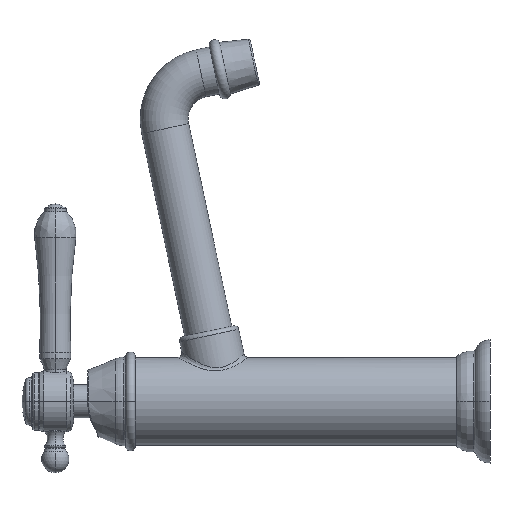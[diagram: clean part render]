
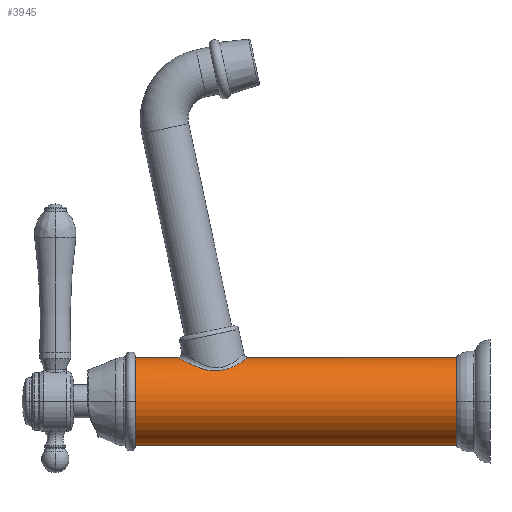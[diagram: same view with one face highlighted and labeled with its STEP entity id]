
A CAD part, left-side view. The second image highlights one B-rep face of the part: STEP entity #3945.
In plain terms, the highlighted cylindrical face has radius 20.32 mm (diameter 40.64 mm), a partial arc.
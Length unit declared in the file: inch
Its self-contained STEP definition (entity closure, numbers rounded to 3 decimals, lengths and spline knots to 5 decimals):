
#77=CARTESIAN_POINT('',(0.,0.61,0.));
#78=DIRECTION('',(0.,1.,0.));
#79=DIRECTION('',(0.,0.,-1.));
#80=AXIS2_PLACEMENT_3D('',#77,#78,#79);
#1371=CARTESIAN_POINT('',(0.,6.4655,0.));
#1372=DIRECTION('',(0.,1.,0.));
#1373=DIRECTION('',(0.,0.,-1.));
#1374=AXIS2_PLACEMENT_3D('',#1371,#1372,#1373);
#1376=DIRECTION('',(0.,-1.,0.));
#1377=VECTOR('',#1376,0.77142);
#1378=CARTESIAN_POINT('',(0.,6.4655,0.8));
#1379=LINE('',#1378,#1377);
#1380=CARTESIAN_POINT('',(0.,5.69408,0.8));
#1381=CARTESIAN_POINT('',(-0.01113,5.69408,
0.8));
#1382=CARTESIAN_POINT('',(-0.03356,5.69323,
0.79954));
#1383=CARTESIAN_POINT('',(-0.06764,5.68935,
0.79738));
#1384=CARTESIAN_POINT('',(-0.10218,5.68269,
0.79371));
#1385=CARTESIAN_POINT('',(-0.13713,5.67308,
0.78843));
#1386=CARTESIAN_POINT('',(-0.17243,5.66034,
0.78148));
#1387=CARTESIAN_POINT('',(-0.20798,5.64426,
0.77279));
#1388=CARTESIAN_POINT('',(-0.24393,5.62448,
0.76222));
#1389=CARTESIAN_POINT('',(-0.2802,5.60062,
0.74966));
#1390=CARTESIAN_POINT('',(-0.31654,5.57233,
0.73506));
#1391=CARTESIAN_POINT('',(-0.35267,5.53927,
0.71844));
#1392=CARTESIAN_POINT('',(-0.38814,5.50122,
0.69992));
#1393=CARTESIAN_POINT('',(-0.42229,5.45816,
0.67984));
#1394=CARTESIAN_POINT('',(-0.45432,5.41052,
0.65883));
#1395=CARTESIAN_POINT('',(-0.48326,5.35929,
0.63785));
#1396=CARTESIAN_POINT('',(-0.50827,5.30603,
0.61802));
#1397=CARTESIAN_POINT('',(-0.52883,5.25256,
0.60045));
#1398=CARTESIAN_POINT('',(-0.54491,5.20036,
0.58583));
#1399=CARTESIAN_POINT('',(-0.55686,5.15035,
0.57443));
#1400=CARTESIAN_POINT('',(-0.56519,5.10273,
0.56621));
#1401=CARTESIAN_POINT('',(-0.57039,5.05745,
0.56094));
#1402=CARTESIAN_POINT('',(-0.57283,5.0141,
0.55845));
#1403=CARTESIAN_POINT('',(-0.57282,4.97234,
0.55846));
#1404=CARTESIAN_POINT('',(-0.57041,4.93169,
0.56093));
#1405=CARTESIAN_POINT('',(-0.56568,4.89173,
0.56571));
#1406=CARTESIAN_POINT('',(-0.5585,4.85211,
0.57282));
#1407=CARTESIAN_POINT('',(-0.54863,4.81256,
0.58231));
#1408=CARTESIAN_POINT('',(-0.53584,4.77294,
0.59413));
#1409=CARTESIAN_POINT('',(-0.51977,4.73329,
0.60829));
#1410=CARTESIAN_POINT('',(-0.50022,4.69402,
0.62453));
#1411=CARTESIAN_POINT('',(-0.47702,4.6555,
0.64248));
#1412=CARTESIAN_POINT('',(-0.45026,4.61848,
0.66156));
#1413=CARTESIAN_POINT('',(-0.42031,4.58365,
0.68102));
#1414=CARTESIAN_POINT('',(-0.3876,4.55155,
0.70019));
#1415=CARTESIAN_POINT('',(-0.35265,4.52259,
0.71845));
#1416=CARTESIAN_POINT('',(-0.31607,4.49698,
0.73529));
#1417=CARTESIAN_POINT('',(-0.27822,4.47472,
0.75043));
#1418=CARTESIAN_POINT('',(-0.23951,4.4558,
0.76367));
#1419=CARTESIAN_POINT('',(-0.20019,4.44007,
0.77491));
#1420=CARTESIAN_POINT('',(-0.16047,4.42742,
0.78409));
#1421=CARTESIAN_POINT('',(-0.12048,4.41773,
0.79122));
#1422=CARTESIAN_POINT('',(-0.0803,4.41088,
0.7963));
#1423=CARTESIAN_POINT('',(-0.04008,4.40682,
0.79933));
#1424=CARTESIAN_POINT('',(-0.01334,4.40593,
0.8));
#1425=CARTESIAN_POINT('',(0.,4.40593,0.8));
#1427=DIRECTION('',(0.,-1.,0.));
#1428=VECTOR('',#1427,3.79593);
#1429=CARTESIAN_POINT('',(0.,4.40593,0.8));
#1430=LINE('',#1429,#1428);
#1431=DIRECTION('',(0.,-1.,0.));
#1432=VECTOR('',#1431,5.8555);
#1433=CARTESIAN_POINT('',(0.,6.4655,-0.8));
#1434=LINE('',#1433,#1432);
#1727=VERTEX_POINT('',#1380);
#1728=VERTEX_POINT('',#1425);
#1739=CARTESIAN_POINT('',(0.,0.61,0.8));
#1740=CARTESIAN_POINT('',(0.,0.61,-0.8));
#1741=VERTEX_POINT('',#1739);
#1742=VERTEX_POINT('',#1740);
#1825=CARTESIAN_POINT('',(0.,6.4655,0.8));
#1826=CARTESIAN_POINT('',(0.,6.4655,-0.8));
#1827=VERTEX_POINT('',#1825);
#1828=VERTEX_POINT('',#1826);
#3931=CARTESIAN_POINT('',(0.,0.302,0.));
#3932=DIRECTION('',(0.,1.,0.));
#3933=DIRECTION('',(0.,0.,-1.));
#3934=AXIS2_PLACEMENT_3D('',#3931,#3932,#3933);
#3935=CYLINDRICAL_SURFACE('',#3934,0.8);
#3936=ORIENTED_EDGE('',*,*,#2138,.T.);
#3937=ORIENTED_EDGE('',*,*,#2121,.T.);
#3939=ORIENTED_EDGE('',*,*,#3938,.T.);
#3940=ORIENTED_EDGE('',*,*,#2117,.T.);
#3941=ORIENTED_EDGE('',*,*,#2102,.F.);
#3942=ORIENTED_EDGE('',*,*,#2114,.F.);
#3943=EDGE_LOOP('',(#3936,#3937,#3939,#3940,#3941,#3942));
#3944=FACE_OUTER_BOUND('',#3943,.F.);
#3945=ADVANCED_FACE('',(#3944),#3935,.T.);
#81=CIRCLE('',#80,0.8);
#1375=CIRCLE('',#1374,0.8);
#1426=B_SPLINE_CURVE_WITH_KNOTS('',3,(#1380,#1381,#1382,#1383,#1384,#1385,#1386,
#1387,#1388,#1389,#1390,#1391,#1392,#1393,#1394,#1395,#1396,#1397,#1398,#1399,
#1400,#1401,#1402,#1403,#1404,#1405,#1406,#1407,#1408,#1409,#1410,#1411,#1412,
#1413,#1414,#1415,#1416,#1417,#1418,#1419,#1420,#1421,#1422,#1423,#1424,#1425),
.UNSPECIFIED.,.F.,.F.,(4,1,1,1,1,1,1,1,1,1,1,1,1,1,1,1,1,1,1,1,1,1,1,1,1,1,1,1,
1,1,1,1,1,1,1,1,1,1,1,1,1,1,1,4),(0.,0.02326,0.04651,
0.06977,0.09302,0.11628,0.13953,
0.16279,0.18605,0.2093,0.23256,
0.25581,0.27907,0.30233,0.32558,
0.34884,0.37209,0.39535,0.4186,
0.44186,0.46512,0.48837,0.51163,
0.53488,0.55814,0.5814,0.60465,
0.62791,0.65116,0.67442,0.69767,
0.72093,0.74419,0.76744,0.7907,
0.81395,0.83721,0.86047,0.88372,
0.90698,0.93023,0.95349,0.97674,1.),
.UNSPECIFIED.);
#2102=EDGE_CURVE('',#1742,#1741,#81,.T.);
#2114=EDGE_CURVE('',#1828,#1742,#1434,.T.);
#2117=EDGE_CURVE('',#1728,#1741,#1430,.T.);
#2121=EDGE_CURVE('',#1827,#1727,#1379,.T.);
#2138=EDGE_CURVE('',#1828,#1827,#1375,.T.);
#3938=EDGE_CURVE('',#1727,#1728,#1426,.T.);
